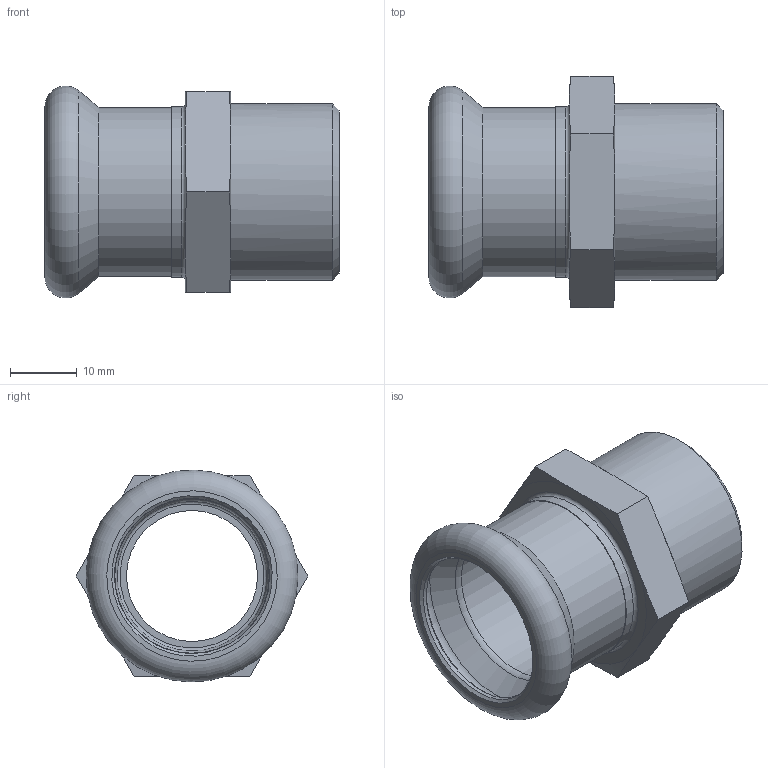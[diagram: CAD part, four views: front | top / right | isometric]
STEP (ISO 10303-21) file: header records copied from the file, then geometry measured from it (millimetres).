
FILE_DESCRIPTION(/* description */ (''),/* implementation_level */ '2;1');
FILE_NAME(/* name */ '41707.stp',/* time_stamp */ '2023-09-08T11:00:19+02:00',/* author */ ('JANAN'),/* organization */ (''),/* preprocessor_version */ 'ST-DEVELOPER v19.2',/* originating_system */ 'Autodesk Inventor 2023',/* authorisation */ '');
FILE_SCHEMA (('AUTOMOTIVE_DESIGN { 1 0 10303 214 3 1 1 }'));
Length unit declared in the file: millimetre
Products named in the file (1): tmp4B60.tmp
Bounding box: 44 x 34.64 x 31.69 mm (x, y, z)
Volume: 9981.8 mm3; surface area: 8125.3 mm2
Topology: 1 solids, 1 shells, 43 faces, 86 edges, 51 vertices
Faces by surface type: cone 17, plane 14, cylinder 7, torus 5
Full cylindrical faces by diameter (mm): 19.6 x1, 22.4 x1, 22.5 x1, 23.2 x1, 25.3 x1, 25.5 x1, 26.441 x1
Entity records: 1283 total; most frequent: CARTESIAN_POINT 319, DIRECTION 194, ORIENTED_EDGE 172, AXIS2_PLACEMENT_3D 88, EDGE_CURVE 86, EDGE_LOOP 51, VERTEX_POINT 51, CIRCLE 44
